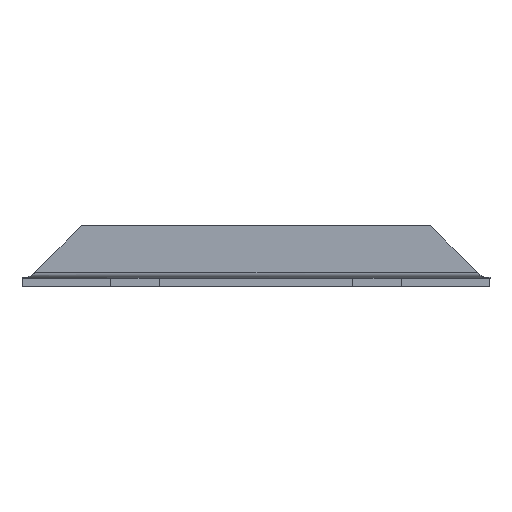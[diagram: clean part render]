
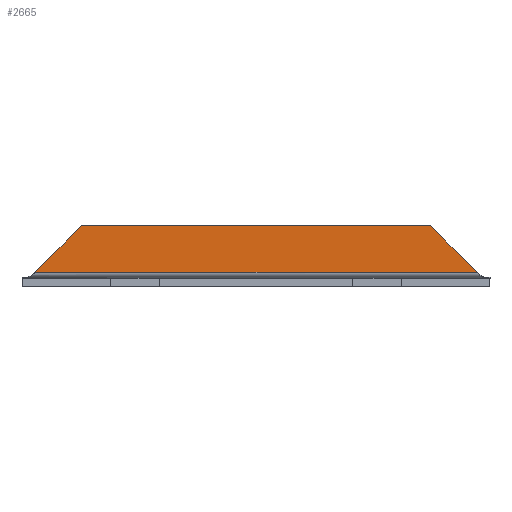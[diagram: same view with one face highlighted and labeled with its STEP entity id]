
A CAD part, front view. The second image highlights one B-rep face of the part: STEP entity #2665.
In plain terms, the highlighted planar face has unit normal (0, -1, 0).
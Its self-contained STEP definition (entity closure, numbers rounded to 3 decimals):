
#33 = DIRECTION ( 'NONE',  ( 0.707, 0., 0.707 ) ) ;
#38 = VERTEX_POINT ( 'NONE', #2920 ) ;
#108 = CARTESIAN_POINT ( 'NONE',  ( 0., -59.466, 3.531 ) ) ;
#240 = EDGE_CURVE ( 'NONE', #38, #1874, #950, .T. ) ;
#317 = ORIENTED_EDGE ( 'NONE', *, *, #2945, .F. ) ;
#393 = VECTOR ( 'NONE', #2342, 1000. ) ;
#433 = DIRECTION ( 'NONE',  ( 0., 1., 0. ) ) ;
#523 = VERTEX_POINT ( 'NONE', #1811 ) ;
#554 = DIRECTION ( 'NONE',  ( -1., 0., 0. ) ) ;
#716 = ORIENTED_EDGE ( 'NONE', *, *, #240, .F. ) ;
#757 = CARTESIAN_POINT ( 'NONE',  ( 145., -59.466, -4.286 ) ) ;
#798 = VECTOR ( 'NONE', #1765, 1000. ) ;
#950 = LINE ( 'NONE', #757, #393 ) ;
#1050 = LINE ( 'NONE', #2001, #798 ) ;
#1347 = DIRECTION ( 'NONE',  ( 1., 0., 0. ) ) ;
#1496 = VECTOR ( 'NONE', #554, 1000. ) ;
#1655 = EDGE_CURVE ( 'NONE', #1874, #2167, #1732, .T. ) ;
#1701 = CARTESIAN_POINT ( 'NONE',  ( 137.183, -59.466, 3.531 ) ) ;
#1732 = LINE ( 'NONE', #108, #1496 ) ;
#1765 = DIRECTION ( 'NONE',  ( 1., 0., 0. ) ) ;
#1811 = CARTESIAN_POINT ( 'NONE',  ( -108.248, -59.466, 32.466 ) ) ;
#1874 = VERTEX_POINT ( 'NONE', #1701 ) ;
#2001 = CARTESIAN_POINT ( 'NONE',  ( 0., -59.466, 32.466 ) ) ;
#2125 = LINE ( 'NONE', #2590, #2424 ) ;
#2167 = VERTEX_POINT ( 'NONE', #2449 ) ;
#2209 = ORIENTED_EDGE ( 'NONE', *, *, #1655, .F. ) ;
#2256 = ORIENTED_EDGE ( 'NONE', *, *, #2826, .F. ) ;
#2271 = PLANE ( 'NONE',  #2526 ) ;
#2342 = DIRECTION ( 'NONE',  ( 0.707, 0., -0.707 ) ) ;
#2424 = VECTOR ( 'NONE', #33, 1000. ) ;
#2449 = CARTESIAN_POINT ( 'NONE',  ( -137.183, -59.466, 3.531 ) ) ;
#2526 = AXIS2_PLACEMENT_3D ( 'NONE', #2751, #433, #1347 ) ;
#2590 = CARTESIAN_POINT ( 'NONE',  ( -145., -59.466, -4.286 ) ) ;
#2665 = ADVANCED_FACE ( 'NONE', ( #2721 ), #2271, .F. ) ;
#2721 = FACE_OUTER_BOUND ( 'NONE', #2753, .T. ) ;
#2751 = CARTESIAN_POINT ( 'NONE',  ( 0., -59.466, -57.534 ) ) ;
#2753 = EDGE_LOOP ( 'NONE', ( #2209, #716, #317, #2256 ) ) ;
#2826 = EDGE_CURVE ( 'NONE', #2167, #523, #2125, .T. ) ;
#2920 = CARTESIAN_POINT ( 'NONE',  ( 108.248, -59.466, 32.466 ) ) ;
#2945 = EDGE_CURVE ( 'NONE', #523, #38, #1050, .T. ) ;
